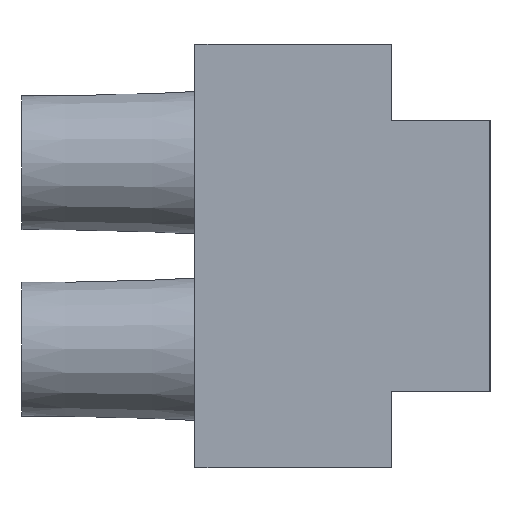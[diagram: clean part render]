
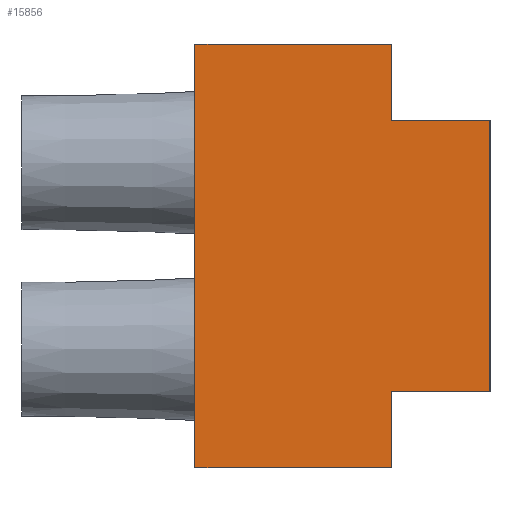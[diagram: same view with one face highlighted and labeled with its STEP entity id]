
A CAD part, left-side view. The second image highlights one B-rep face of the part: STEP entity #15856.
In plain terms, the highlighted planar face has unit normal (-1, 0, 0).
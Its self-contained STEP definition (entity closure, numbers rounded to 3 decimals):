
#9273=CARTESIAN_POINT('',(0.0,-5.8,20.5));
#9274=VERTEX_POINT('',#9273);
#9291=CARTESIAN_POINT('',(0.0,0.0,20.5));
#9292=VERTEX_POINT('',#9291);
#9299=CARTESIAN_POINT('',(0.0,0.0,20.5));
#9300=DIRECTION('',(0.0,-1.0,0.0));
#9301=VECTOR('',#9300,5.8);
#9302=LINE('',#9299,#9301);
#9303=EDGE_CURVE('',#9292,#9274,#9302,.T.);
#9344=CARTESIAN_POINT('',(0.0,-5.8,4.5));
#9345=VERTEX_POINT('',#9344);
#9352=CARTESIAN_POINT('',(0.0,0.0,4.5));
#9353=VERTEX_POINT('',#9352);
#9354=CARTESIAN_POINT('',(0.0,0.0,4.5));
#9355=DIRECTION('',(0.0,-1.0,0.0));
#9356=VECTOR('',#9355,5.8);
#9357=LINE('',#9354,#9356);
#9358=EDGE_CURVE('',#9353,#9345,#9357,.T.);
#9376=CARTESIAN_POINT('',(0.0,-5.8,4.5));
#9377=DIRECTION('',(0.0,0.0,1.0));
#9378=VECTOR('',#9377,16.);
#9379=LINE('',#9376,#9378);
#9380=EDGE_CURVE('',#9345,#9274,#9379,.T.);
#12375=CARTESIAN_POINT('',(0.0,0.0,0.0));
#12376=VERTEX_POINT('',#12375);
#12377=CARTESIAN_POINT('',(0.0,0.0,0.0));
#12378=DIRECTION('',(0.0,0.0,1.0));
#12379=VECTOR('',#12378,4.5);
#12380=LINE('',#12377,#12379);
#12381=EDGE_CURVE('',#12376,#9353,#12380,.T.);
#12395=CARTESIAN_POINT('',(0.0,0.0,25.0));
#12396=VERTEX_POINT('',#12395);
#12403=CARTESIAN_POINT('',(0.0,0.0,20.5));
#12404=DIRECTION('',(0.0,0.0,1.0));
#12405=VECTOR('',#12404,4.5);
#12406=LINE('',#12403,#12405);
#12407=EDGE_CURVE('',#9292,#12396,#12406,.T.);
#12565=CARTESIAN_POINT('',(0.,11.6,0.0));
#12566=VERTEX_POINT('',#12565);
#12573=CARTESIAN_POINT('',(0.,11.6,25.0));
#12574=VERTEX_POINT('',#12573);
#12575=CARTESIAN_POINT('',(0.,11.6,0.0));
#12576=DIRECTION('',(0.0,0.0,1.0));
#12577=VECTOR('',#12576,25.0);
#12578=LINE('',#12575,#12577);
#12579=EDGE_CURVE('',#12566,#12574,#12578,.T.);
#12944=CARTESIAN_POINT('',(0.,11.6,0.0));
#12945=DIRECTION('',(0.0,-1.0,0.0));
#12946=VECTOR('',#12945,11.6);
#12947=LINE('',#12944,#12946);
#12948=EDGE_CURVE('',#12566,#12376,#12947,.T.);
#15836=CARTESIAN_POINT('',(0.0,0.0,0.0));
#15837=DIRECTION('',(-1.0,0.0,0.0));
#15838=DIRECTION('',(0.0,0.0,1.0));
#15839=AXIS2_PLACEMENT_3D('',#15836,#15837,#15838);
#15840=PLANE('',#15839);
#15841=CARTESIAN_POINT('',(0.,0.0,25.0));
#15842=DIRECTION('',(0.0,1.0,0.0));
#15843=VECTOR('',#15842,11.6);
#15844=LINE('',#15841,#15843);
#15845=EDGE_CURVE('',#12396,#12574,#15844,.T.);
#15846=ORIENTED_EDGE('',*,*,#15845,.T.);
#15847=ORIENTED_EDGE('',*,*,#12579,.F.);
#15848=ORIENTED_EDGE('',*,*,#12948,.T.);
#15849=ORIENTED_EDGE('',*,*,#12381,.T.);
#15850=ORIENTED_EDGE('',*,*,#9358,.T.);
#15851=ORIENTED_EDGE('',*,*,#9380,.T.);
#15852=ORIENTED_EDGE('',*,*,#9303,.F.);
#15853=ORIENTED_EDGE('',*,*,#12407,.T.);
#15854=EDGE_LOOP('',(#15846,#15847,#15848,#15849,#15850,#15851,#15852,#15853));
#15855=FACE_OUTER_BOUND('',#15854,.T.);
#15856=ADVANCED_FACE('',(#15855),#15840,.T.);
